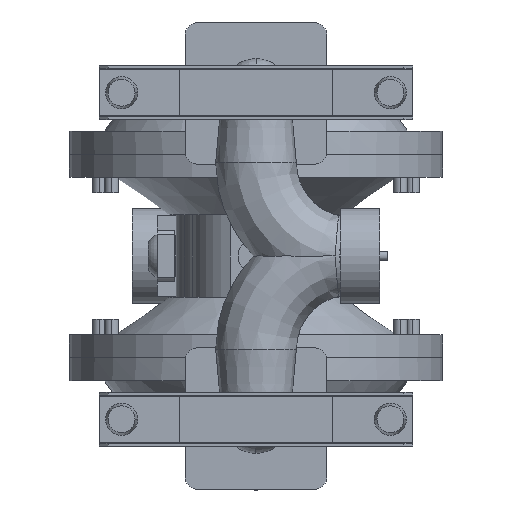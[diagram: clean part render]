
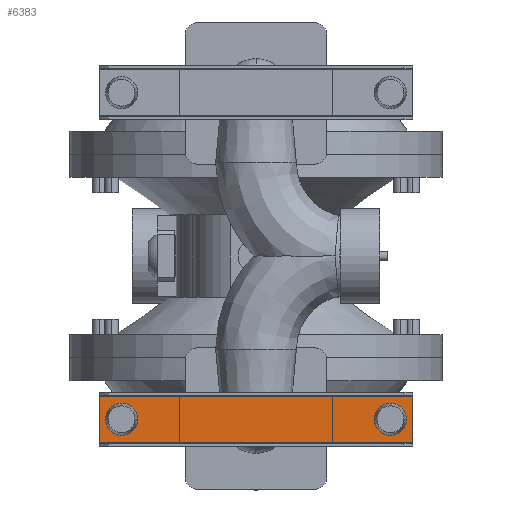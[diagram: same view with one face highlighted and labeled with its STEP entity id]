
A CAD part, front view. The second image highlights one B-rep face of the part: STEP entity #6383.
In plain terms, the highlighted planar face has unit normal (0, -1, 0).
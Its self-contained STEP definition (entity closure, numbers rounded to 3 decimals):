
#16 = VERTEX_POINT ( 'NONE', #6631 ) ;
#234 = EDGE_CURVE ( 'NONE', #6393, #236, #7119, .T. ) ;
#235 = ORIENTED_EDGE ( 'NONE', *, *, #6368, .T. ) ;
#236 = VERTEX_POINT ( 'NONE', #7115 ) ;
#237 = EDGE_LOOP ( 'NONE', ( #6388, #6389 ) ) ;
#241 = EDGE_CURVE ( 'NONE', #6385, #242, #7104, .T. ) ;
#242 = VERTEX_POINT ( 'NONE', #7100 ) ;
#247 = ORIENTED_EDGE ( 'NONE', *, *, #241, .F. ) ;
#325 = EDGE_CURVE ( 'NONE', #6393, #6385, #7285, .T. ) ;
#6359 = ORIENTED_EDGE ( 'NONE', *, *, #20750, .T. ) ;
#6364 = ORIENTED_EDGE ( 'NONE', *, *, #234, .T. ) ;
#6368 = EDGE_CURVE ( 'NONE', #236, #242, #19293, .T. ) ;
#6369 = EDGE_LOOP ( 'NONE', ( #247, #6375, #6364, #235 ) ) ;
#6375 = ORIENTED_EDGE ( 'NONE', *, *, #325, .F. ) ;
#6382 = ORIENTED_EDGE ( 'NONE', *, *, #12132, .T. ) ;
#6383 = ADVANCED_FACE ( 'NONE', ( #19328, #19327, #19326 ), #19334, .T. ) ;
#6385 = VERTEX_POINT ( 'NONE', #19321 ) ;
#6388 = ORIENTED_EDGE ( 'NONE', *, *, #20715, .F. ) ;
#6389 = ORIENTED_EDGE ( 'NONE', *, *, #11942, .F. ) ;
#6390 = EDGE_LOOP ( 'NONE', ( #6382, #6359 ) ) ;
#6393 = VERTEX_POINT ( 'NONE', #19373 ) ;
#6631 = CARTESIAN_POINT ( 'NONE',  ( -132., -454.7, -182.25 ) ) ;
#7100 = CARTESIAN_POINT ( 'NONE',  ( 175., -454.7, -208.05 ) ) ;
#7101 = DIRECTION ( 'NONE',  ( 0., 0., -1. ) ) ;
#7102 = VECTOR ( 'NONE', #7101, 1000. ) ;
#7103 = CARTESIAN_POINT ( 'NONE',  ( 175., -454.7, -212.25 ) ) ;
#7104 = LINE ( 'NONE', #7103, #7102 ) ;
#7115 = CARTESIAN_POINT ( 'NONE',  ( -175., -454.7, -208.05 ) ) ;
#7116 = DIRECTION ( 'NONE',  ( 0., 0., -1. ) ) ;
#7117 = VECTOR ( 'NONE', #7116, 1000. ) ;
#7118 = CARTESIAN_POINT ( 'NONE',  ( -175., -454.7, -212.25 ) ) ;
#7119 = LINE ( 'NONE', #7118, #7117 ) ;
#7282 = DIRECTION ( 'NONE',  ( 1., 0., 0. ) ) ;
#7283 = VECTOR ( 'NONE', #7282, 1000. ) ;
#7284 = CARTESIAN_POINT ( 'NONE',  ( -175., -454.7, -156.45 ) ) ;
#7285 = LINE ( 'NONE', #7284, #7283 ) ;
#11887 = VERTEX_POINT ( 'NONE', #20249 ) ;
#11940 = VERTEX_POINT ( 'NONE', #20243 ) ;
#11942 = EDGE_CURVE ( 'NONE', #12095, #16, #20242, .T. ) ;
#12095 = VERTEX_POINT ( 'NONE', #20232 ) ;
#12132 = EDGE_CURVE ( 'NONE', #11940, #11887, #20297, .T. ) ;
#19290 = DIRECTION ( 'NONE',  ( 1., 0., 0. ) ) ;
#19291 = VECTOR ( 'NONE', #19290, 1000. ) ;
#19292 = CARTESIAN_POINT ( 'NONE',  ( -175., -454.7, -208.05 ) ) ;
#19293 = LINE ( 'NONE', #19292, #19291 ) ;
#19321 = CARTESIAN_POINT ( 'NONE',  ( 175., -454.7, -156.45 ) ) ;
#19322 = DIRECTION ( 'NONE',  ( 1., 0., 0. ) ) ;
#19323 = DIRECTION ( 'NONE',  ( 0., -1., 0. ) ) ;
#19324 = CARTESIAN_POINT ( 'NONE',  ( -175., -454.7, -212.25 ) ) ;
#19325 = AXIS2_PLACEMENT_3D ( 'NONE', #19324, #19323, #19322 ) ;
#19326 = FACE_BOUND ( 'NONE', #237, .T. ) ;
#19327 = FACE_OUTER_BOUND ( 'NONE', #6369, .T. ) ;
#19328 = FACE_BOUND ( 'NONE', #6390, .T. ) ;
#19334 = PLANE ( 'NONE',  #19325 ) ;
#19373 = CARTESIAN_POINT ( 'NONE',  ( -175., -454.7, -156.45 ) ) ;
#20232 = CARTESIAN_POINT ( 'NONE',  ( -168., -454.7, -182.25 ) ) ;
#20238 = DIRECTION ( 'NONE',  ( 1., 0., 0. ) ) ;
#20239 = DIRECTION ( 'NONE',  ( 0., -1., 0. ) ) ;
#20240 = CARTESIAN_POINT ( 'NONE',  ( -150., -454.7, -182.25 ) ) ;
#20241 = AXIS2_PLACEMENT_3D ( 'NONE', #20240, #20239, #20238 ) ;
#20242 = CIRCLE ( 'NONE', #20241, 18. ) ;
#20243 = CARTESIAN_POINT ( 'NONE',  ( 132., -454.7, -182.25 ) ) ;
#20249 = CARTESIAN_POINT ( 'NONE',  ( 168., -454.7, -182.25 ) ) ;
#20293 = DIRECTION ( 'NONE',  ( -1., 0., 0. ) ) ;
#20294 = DIRECTION ( 'NONE',  ( 0., 1., 0. ) ) ;
#20295 = CARTESIAN_POINT ( 'NONE',  ( 150., -454.7, -182.25 ) ) ;
#20296 = AXIS2_PLACEMENT_3D ( 'NONE', #20295, #20294, #20293 ) ;
#20297 = CIRCLE ( 'NONE', #20296, 18. ) ;
#20416 = DIRECTION ( 'NONE',  ( 1., 0., 0. ) ) ;
#20417 = DIRECTION ( 'NONE',  ( 0., -1., 0. ) ) ;
#20418 = CARTESIAN_POINT ( 'NONE',  ( -150., -454.7, -182.25 ) ) ;
#20419 = AXIS2_PLACEMENT_3D ( 'NONE', #20418, #20417, #20416 ) ;
#20420 = CIRCLE ( 'NONE', #20419, 18. ) ;
#20486 = DIRECTION ( 'NONE',  ( -1., 0., 0. ) ) ;
#20487 = DIRECTION ( 'NONE',  ( 0., 1., 0. ) ) ;
#20488 = CARTESIAN_POINT ( 'NONE',  ( 150., -454.7, -182.25 ) ) ;
#20489 = AXIS2_PLACEMENT_3D ( 'NONE', #20488, #20487, #20486 ) ;
#20490 = CIRCLE ( 'NONE', #20489, 18. ) ;
#20715 = EDGE_CURVE ( 'NONE', #16, #12095, #20420, .T. ) ;
#20750 = EDGE_CURVE ( 'NONE', #11887, #11940, #20490, .T. ) ;
